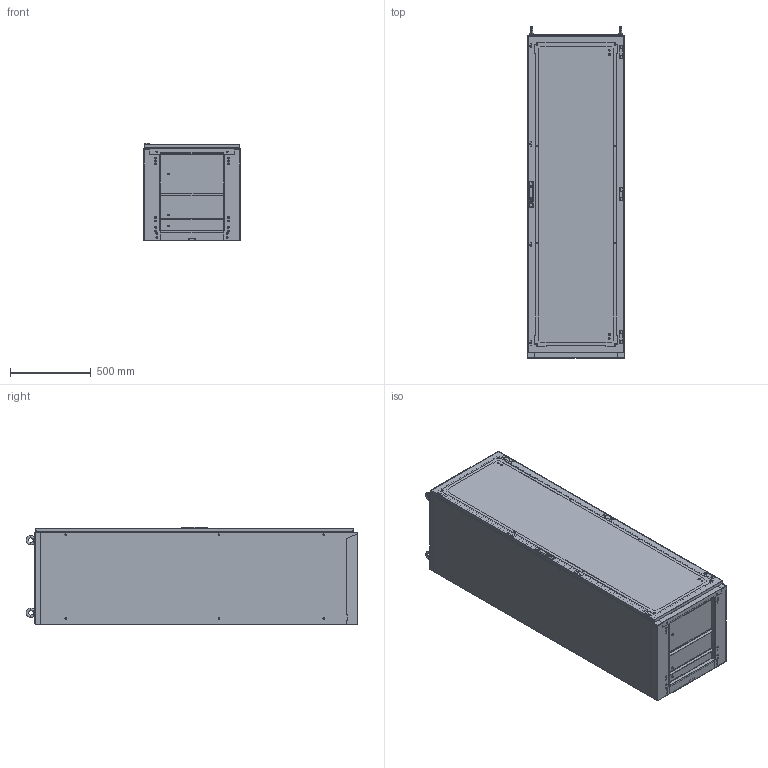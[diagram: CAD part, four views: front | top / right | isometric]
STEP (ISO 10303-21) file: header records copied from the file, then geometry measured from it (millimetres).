
FILE_DESCRIPTION (( 'STEP AP214' ), '1' );
FILE_NAME ('0390-6020-60-17.step', '2022-07-28T11:18:27', ( '' ), ( '' ), 'SwSTEP 2.0', 'SolidWorks 2019', '' );
FILE_SCHEMA (( 'AUTOMOTIVE_DESIGN' ));
Length unit declared in the file: millimetre
Products named in the file (14): arretierwinkel_li_s; arretierwinkel_re_s; 0390-6020-60-17; rasthalterung_li_s; Bodenplattensatz_s_0396-6000-60-03; MontageplatteZubehoer_s; rasthalterung_re_s; Korpus_ss_6020-60; MPGleitschuh_s; TuerR_s_0395-6020-00-97; 3080-9036-03-48 Schutzleiterschraube; MontageplatteKPL_s_0348-6020-00-13; Dachplatte_ss_0390-6000-60-07; Montageplatte_s_6020
Assembly tree (14 placements, depth 4):
  0390-6020-60-17
    Korpus_ss_6020-60
    TuerR_s_0395-6020-00-97
    Dachplatte_ss_0390-6000-60-07
    Bodenplattensatz_s_0396-6000-60-03
    MontageplatteKPL_s_0348-6020-00-13
      Montageplatte_s_6020
      MontageplatteZubehoer_s
        arretierwinkel_li_s
        arretierwinkel_re_s
        rasthalterung_li_s
        rasthalterung_re_s
        3080-9036-03-48 Schutzleiterschraube
        MPGleitschuh_s  x2
Bounding box: 600 x 2057.99 x 607.5 mm (x, y, z)
Volume: 14988559.2 mm3; surface area: 15770709.6 mm2
Topology: 61 solids, 61 shells, 4930 faces, 13064 edges, 8631 vertices
Faces by surface type: plane 2813, cylinder 1880, cone 201, torus 24, bspline 12
Entity records: 183688 total; most frequent: CARTESIAN_POINT 28753, DIRECTION 26540, ORIENTED_EDGE 26020, EDGE_CURVE 13010, AXIS2_PLACEMENT_3D 8952, VECTOR 8636, LINE 8636, VERTEX_POINT 8597
